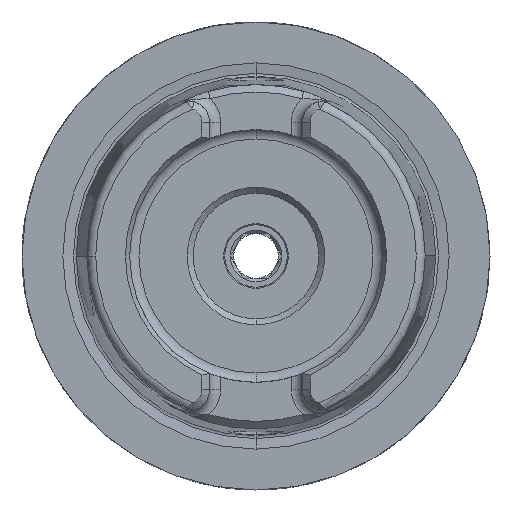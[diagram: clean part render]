
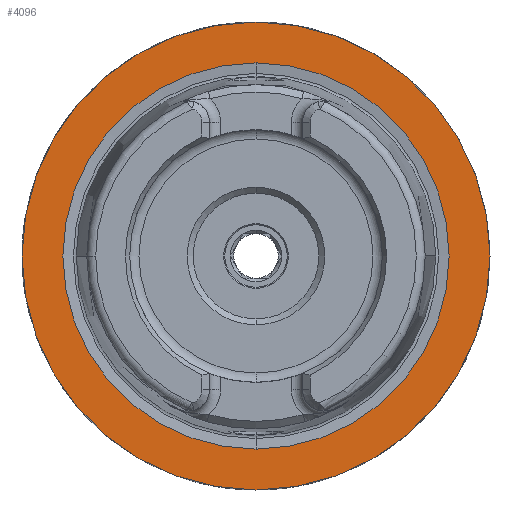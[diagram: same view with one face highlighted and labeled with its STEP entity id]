
A CAD part, left-side view. The second image highlights one B-rep face of the part: STEP entity #4096.
In plain terms, the highlighted planar face has unit normal (-1, 0, 0).
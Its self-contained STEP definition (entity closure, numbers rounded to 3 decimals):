
#134 = ORIENTED_EDGE ( 'NONE', *, *, #5489, .T. ) ;
#838 = AXIS2_PLACEMENT_3D ( 'NONE', #8513, #971, #9774 ) ;
#971 = DIRECTION ( 'NONE',  ( 1., 0., 0. ) ) ;
#1885 = EDGE_CURVE ( 'NONE', #5806, #11305, #7126, .T. ) ;
#2010 = CARTESIAN_POINT ( 'NONE',  ( 0., 0., -31.5 ) ) ;
#3079 = FACE_BOUND ( 'NONE', #11487, .T. ) ;
#4042 = CIRCLE ( 'NONE', #13339, 25.995 ) ;
#4096 = ADVANCED_FACE ( 'NONE', ( #9751, #3079 ), #14717, .F. ) ;
#4233 = CARTESIAN_POINT ( 'NONE',  ( 0., 0., 31.5 ) ) ;
#4443 = ORIENTED_EDGE ( 'NONE', *, *, #6711, .F. ) ;
#5489 = EDGE_CURVE ( 'NONE', #11303, #9140, #11306, .T. ) ;
#5502 = CARTESIAN_POINT ( 'NONE',  ( 0., 0., 25.995 ) ) ;
#5806 = VERTEX_POINT ( 'NONE', #15315 ) ;
#5820 = DIRECTION ( 'NONE',  ( -1., 0., 0. ) ) ;
#6644 = AXIS2_PLACEMENT_3D ( 'NONE', #8741, #16300, #7456 ) ;
#6711 = EDGE_CURVE ( 'NONE', #11305, #5806, #4042, .T. ) ;
#6971 = DIRECTION ( 'NONE',  ( -1., 0., 0. ) ) ;
#7126 = CIRCLE ( 'NONE', #6644, 25.995 ) ;
#7268 = DIRECTION ( 'NONE',  ( -1., 0., 0. ) ) ;
#7456 = DIRECTION ( 'NONE',  ( 0., 0., 1. ) ) ;
#8513 = CARTESIAN_POINT ( 'NONE',  ( 0., 0., 0. ) ) ;
#8741 = CARTESIAN_POINT ( 'NONE',  ( 0., 0., 0. ) ) ;
#9140 = VERTEX_POINT ( 'NONE', #2010 ) ;
#9751 = FACE_OUTER_BOUND ( 'NONE', #12324, .T. ) ;
#9774 = DIRECTION ( 'NONE',  ( 0., 0., -1. ) ) ;
#11082 = AXIS2_PLACEMENT_3D ( 'NONE', #13354, #5820, #14605 ) ;
#11303 = VERTEX_POINT ( 'NONE', #4233 ) ;
#11305 = VERTEX_POINT ( 'NONE', #5502 ) ;
#11306 = CIRCLE ( 'NONE', #12364, 31.5 ) ;
#11487 = EDGE_LOOP ( 'NONE', ( #4443, #15100 ) ) ;
#12324 = EDGE_LOOP ( 'NONE', ( #134, #13334 ) ) ;
#12364 = AXIS2_PLACEMENT_3D ( 'NONE', #14505, #6971, #15790 ) ;
#12678 = CIRCLE ( 'NONE', #11082, 31.5 ) ;
#13334 = ORIENTED_EDGE ( 'NONE', *, *, #13775, .T. ) ;
#13339 = AXIS2_PLACEMENT_3D ( 'NONE', #14792, #7268, #16092 ) ;
#13354 = CARTESIAN_POINT ( 'NONE',  ( 0., 0., 0. ) ) ;
#13775 = EDGE_CURVE ( 'NONE', #9140, #11303, #12678, .T. ) ;
#14505 = CARTESIAN_POINT ( 'NONE',  ( 0., 0., 0. ) ) ;
#14605 = DIRECTION ( 'NONE',  ( 0., 0., 1. ) ) ;
#14717 = PLANE ( 'NONE',  #838 ) ;
#14792 = CARTESIAN_POINT ( 'NONE',  ( 0., 0., 0. ) ) ;
#15100 = ORIENTED_EDGE ( 'NONE', *, *, #1885, .F. ) ;
#15315 = CARTESIAN_POINT ( 'NONE',  ( 0., 0., -25.995 ) ) ;
#15790 = DIRECTION ( 'NONE',  ( 0., 0., 1. ) ) ;
#16092 = DIRECTION ( 'NONE',  ( 0., 0., 1. ) ) ;
#16300 = DIRECTION ( 'NONE',  ( -1., 0., 0. ) ) ;
